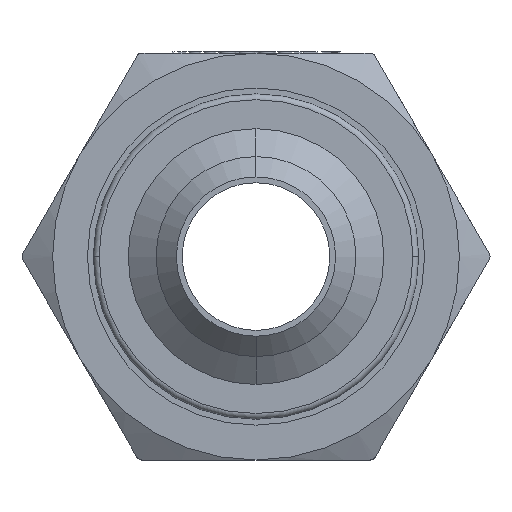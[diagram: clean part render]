
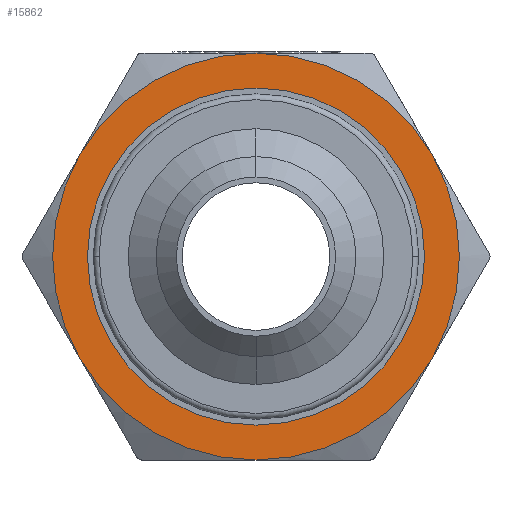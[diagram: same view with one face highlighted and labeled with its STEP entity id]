
A CAD part, left-side view. The second image highlights one B-rep face of the part: STEP entity #15862.
In plain terms, the highlighted planar face has unit normal (-1, 0, 0).
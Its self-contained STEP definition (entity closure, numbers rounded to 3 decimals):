
#345 = AXIS2_PLACEMENT_3D ( 'NONE', #12143, #8371, #691 ) ;
#395 = CARTESIAN_POINT ( 'NONE',  ( -7., 0., -17.5 ) ) ;
#411 = CARTESIAN_POINT ( 'NONE',  ( -7., 15.155, 8.75 ) ) ;
#515 = CARTESIAN_POINT ( 'NONE',  ( -7., 0., 0. ) ) ;
#521 = EDGE_CURVE ( 'NONE', #1019, #4054, #8670, .T. ) ;
#541 = CARTESIAN_POINT ( 'NONE',  ( -7., 0., 17.5 ) ) ;
#691 = DIRECTION ( 'NONE',  ( 0., 0., 1. ) ) ;
#1012 = AXIS2_PLACEMENT_3D ( 'NONE', #8572, #16381, #11338 ) ;
#1019 = VERTEX_POINT ( 'NONE', #2103 ) ;
#1135 = CARTESIAN_POINT ( 'NONE',  ( -7., 0., -14.5 ) ) ;
#1183 = DIRECTION ( 'NONE',  ( 1., 0., 0. ) ) ;
#1400 = EDGE_CURVE ( 'NONE', #14723, #10444, #3092, .T. ) ;
#1778 = CIRCLE ( 'NONE', #345, 17.5 ) ;
#1795 = DIRECTION ( 'NONE',  ( 0., 0., 1. ) ) ;
#1900 = ORIENTED_EDGE ( 'NONE', *, *, #16499, .T. ) ;
#2103 = CARTESIAN_POINT ( 'NONE',  ( -7., 0., 14.5 ) ) ;
#2119 = CARTESIAN_POINT ( 'NONE',  ( -7., 0., 0. ) ) ;
#2166 = DIRECTION ( 'NONE',  ( -1., 0., 0. ) ) ;
#2353 = VERTEX_POINT ( 'NONE', #5683 ) ;
#2705 = ORIENTED_EDGE ( 'NONE', *, *, #1400, .T. ) ;
#2823 = CARTESIAN_POINT ( 'NONE',  ( -7., -15.155, 8.75 ) ) ;
#2902 = AXIS2_PLACEMENT_3D ( 'NONE', #14453, #15630, #2994 ) ;
#2994 = DIRECTION ( 'NONE',  ( 0., 0., 1. ) ) ;
#3092 = CIRCLE ( 'NONE', #12928, 17.5 ) ;
#3210 = AXIS2_PLACEMENT_3D ( 'NONE', #8140, #5567, #8297 ) ;
#3276 = DIRECTION ( 'NONE',  ( -1., 0., 0. ) ) ;
#3784 = EDGE_CURVE ( 'NONE', #2353, #14723, #1778, .T. ) ;
#3870 = AXIS2_PLACEMENT_3D ( 'NONE', #13269, #5632, #14434 ) ;
#4012 = EDGE_CURVE ( 'NONE', #4130, #10025, #4141, .T. ) ;
#4054 = VERTEX_POINT ( 'NONE', #1135 ) ;
#4130 = VERTEX_POINT ( 'NONE', #411 ) ;
#4141 = CIRCLE ( 'NONE', #2902, 17.5 ) ;
#4557 = ORIENTED_EDGE ( 'NONE', *, *, #11723, .T. ) ;
#4572 = PLANE ( 'NONE',  #1012 ) ;
#4925 = ORIENTED_EDGE ( 'NONE', *, *, #3784, .T. ) ;
#5297 = AXIS2_PLACEMENT_3D ( 'NONE', #14667, #3276, #15904 ) ;
#5542 = FACE_OUTER_BOUND ( 'NONE', #8704, .T. ) ;
#5567 = DIRECTION ( 'NONE',  ( 1., 0., 0. ) ) ;
#5632 = DIRECTION ( 'NONE',  ( -1., 0., 0. ) ) ;
#5683 = CARTESIAN_POINT ( 'NONE',  ( -7., -15.155, -8.75 ) ) ;
#6195 = AXIS2_PLACEMENT_3D ( 'NONE', #12738, #1183, #11294 ) ;
#6860 = CIRCLE ( 'NONE', #15495, 17.5 ) ;
#7743 = ORIENTED_EDGE ( 'NONE', *, *, #521, .T. ) ;
#8140 = CARTESIAN_POINT ( 'NONE',  ( -7., 0., 0. ) ) ;
#8297 = DIRECTION ( 'NONE',  ( 0., 0., 1. ) ) ;
#8309 = CIRCLE ( 'NONE', #6195, 14.5 ) ;
#8371 = DIRECTION ( 'NONE',  ( -1., 0., 0. ) ) ;
#8572 = CARTESIAN_POINT ( 'NONE',  ( -7., 0., 0. ) ) ;
#8670 = CIRCLE ( 'NONE', #3210, 14.5 ) ;
#8704 = EDGE_LOOP ( 'NONE', ( #4557, #4925, #2705, #14594, #13063, #1900 ) ) ;
#9527 = DIRECTION ( 'NONE',  ( -1., 0., 0. ) ) ;
#10025 = VERTEX_POINT ( 'NONE', #13257 ) ;
#10037 = VERTEX_POINT ( 'NONE', #395 ) ;
#10444 = VERTEX_POINT ( 'NONE', #541 ) ;
#10715 = EDGE_CURVE ( 'NONE', #4054, #1019, #8309, .T. ) ;
#11294 = DIRECTION ( 'NONE',  ( 0., 0., 1. ) ) ;
#11338 = DIRECTION ( 'NONE',  ( 0., -1., 0. ) ) ;
#11723 = EDGE_CURVE ( 'NONE', #10037, #2353, #6860, .T. ) ;
#11957 = CIRCLE ( 'NONE', #5297, 17.5 ) ;
#12062 = CIRCLE ( 'NONE', #3870, 17.5 ) ;
#12143 = CARTESIAN_POINT ( 'NONE',  ( -7., 0., 0. ) ) ;
#12537 = FACE_BOUND ( 'NONE', #16528, .T. ) ;
#12738 = CARTESIAN_POINT ( 'NONE',  ( -7., 0., 0. ) ) ;
#12928 = AXIS2_PLACEMENT_3D ( 'NONE', #2119, #2166, #14975 ) ;
#13063 = ORIENTED_EDGE ( 'NONE', *, *, #4012, .T. ) ;
#13073 = EDGE_CURVE ( 'NONE', #10444, #4130, #12062, .T. ) ;
#13257 = CARTESIAN_POINT ( 'NONE',  ( -7., 15.155, -8.75 ) ) ;
#13269 = CARTESIAN_POINT ( 'NONE',  ( -7., 0., 0. ) ) ;
#13557 = ORIENTED_EDGE ( 'NONE', *, *, #10715, .T. ) ;
#14434 = DIRECTION ( 'NONE',  ( 0., 0., 1. ) ) ;
#14453 = CARTESIAN_POINT ( 'NONE',  ( -7., 0., 0. ) ) ;
#14594 = ORIENTED_EDGE ( 'NONE', *, *, #13073, .T. ) ;
#14667 = CARTESIAN_POINT ( 'NONE',  ( -7., 0., 0. ) ) ;
#14723 = VERTEX_POINT ( 'NONE', #2823 ) ;
#14975 = DIRECTION ( 'NONE',  ( 0., 0., 1. ) ) ;
#15495 = AXIS2_PLACEMENT_3D ( 'NONE', #515, #9527, #1795 ) ;
#15630 = DIRECTION ( 'NONE',  ( -1., 0., 0. ) ) ;
#15862 = ADVANCED_FACE ( 'NONE', ( #5542, #12537 ), #4572, .T. ) ;
#15904 = DIRECTION ( 'NONE',  ( 0., 0., 1. ) ) ;
#16381 = DIRECTION ( 'NONE',  ( -1., 0., 0. ) ) ;
#16499 = EDGE_CURVE ( 'NONE', #10025, #10037, #11957, .T. ) ;
#16528 = EDGE_LOOP ( 'NONE', ( #7743, #13557 ) ) ;
